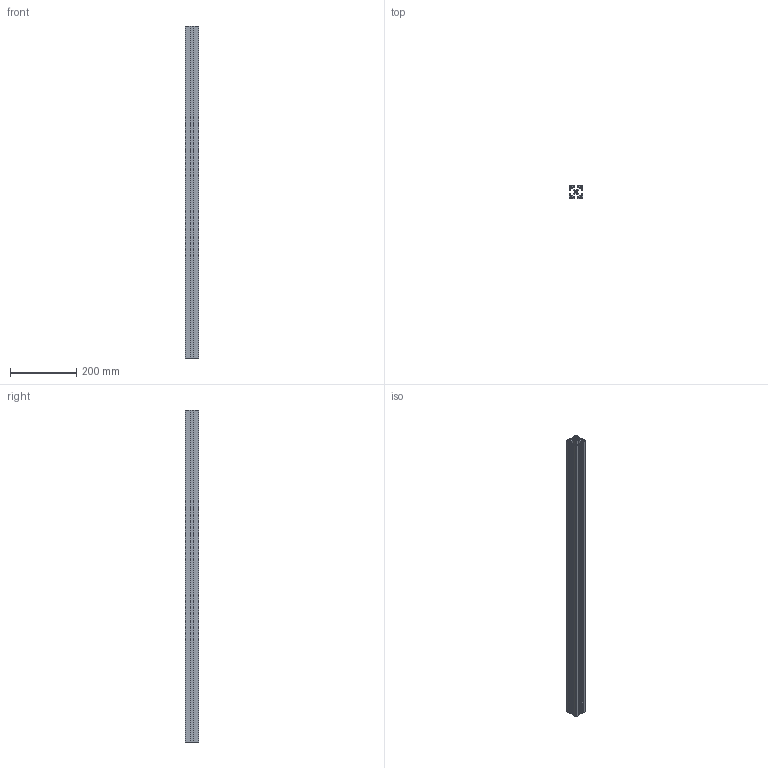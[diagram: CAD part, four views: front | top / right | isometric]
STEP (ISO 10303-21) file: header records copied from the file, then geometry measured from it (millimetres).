
FILE_DESCRIPTION (( 'STEP AP203' ), '1' );
FILE_NAME ('ALF-4040-8C.step', '2024-08-07T10:24:19', ( '' ), ( '' ), 'SwSTEP 2.0', 'SolidWorks 2022', '' );
FILE_SCHEMA (( 'CONFIG_CONTROL_DESIGN' ));
Length unit declared in the file: millimetre
Products named in the file (1): ALF-4040-8C
Bounding box: 40 x 40 x 1000 mm (x, y, z)
Volume: 488921.1 mm3; surface area: 501421.1 mm2
Topology: 1 solids, 1 shells, 184 faces, 546 edges, 364 vertices
Faces by surface type: plane 94, cylinder 90
Entity records: 6307 total; most frequent: DIRECTION 1096, CARTESIAN_POINT 1095, ORIENTED_EDGE 1092, EDGE_CURVE 546, LINE 366, VECTOR 366, AXIS2_PLACEMENT_3D 365, VERTEX_POINT 364
